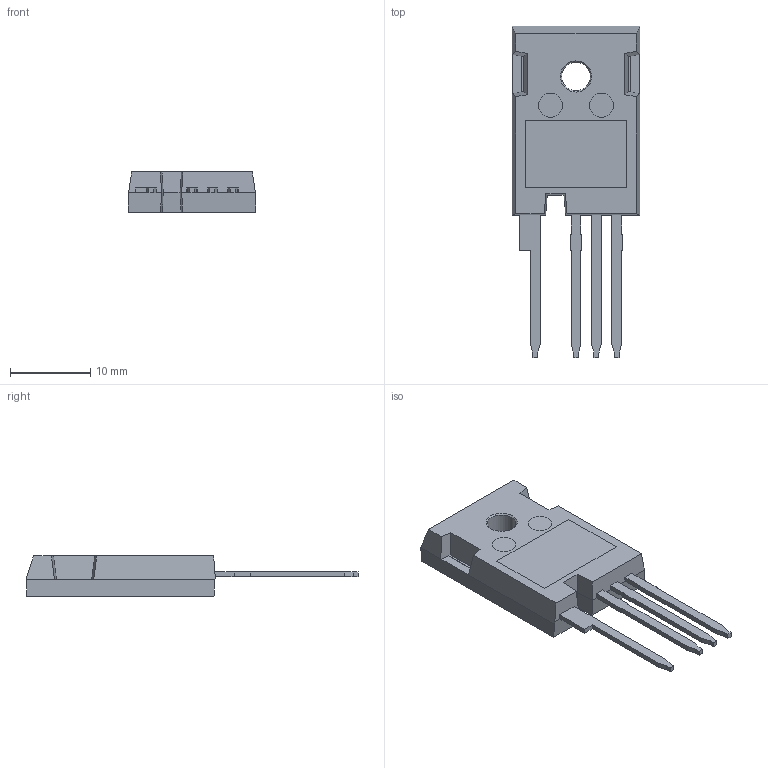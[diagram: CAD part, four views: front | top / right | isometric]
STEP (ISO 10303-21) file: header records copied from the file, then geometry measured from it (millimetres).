
FILE_DESCRIPTION (( 'STEP AP214' ), '1' );
FILE_NAME ('C3M0032120K.STEP', '2022-09-16T08:19:34', ( '' ), ( '' ), 'SwSTEP 2.0', 'SolidWorks 2017', '' );
FILE_SCHEMA (( 'AUTOMOTIVE_DESIGN' ));
Length unit declared in the file: millimetre
Products named in the file (2): C3M0032120K; C3M0032120K_C3M0032120K
Assembly tree (1 placements, depth 2):
  C3M0032120K
    C3M0032120K_C3M0032120K
Bounding box: 15.94 x 41.42 x 5.02 mm (x, y, z)
Volume: 1757.2 mm3; surface area: 2447.7 mm2
Topology: 9 solids, 9 shells, 167 faces, 426 edges, 278 vertices
Faces by surface type: plane 149, cylinder 14, cone 4
Entity records: 5102 total; most frequent: CARTESIAN_POINT 875, ORIENTED_EDGE 852, DIRECTION 800, EDGE_CURVE 426, VECTOR 394, LINE 394, VERTEX_POINT 278, AXIS2_PLACEMENT_3D 203
